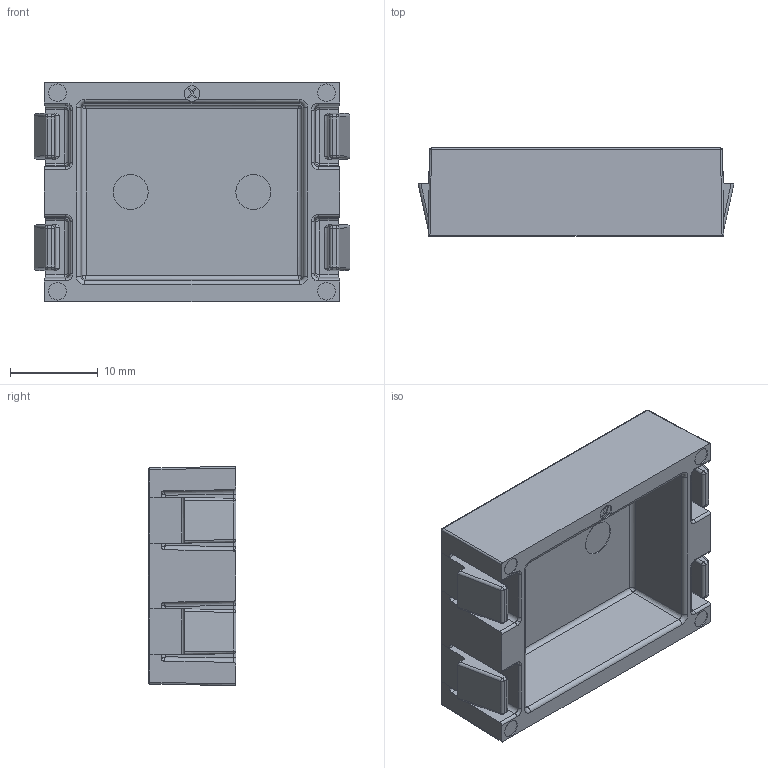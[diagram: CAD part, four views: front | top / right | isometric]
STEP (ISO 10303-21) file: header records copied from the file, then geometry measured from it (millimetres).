
FILE_DESCRIPTION (( 'STEP AP214' ), '1' );
FILE_NAME ('new products062ACS91.25.step', '2017-09-26T11:56:54', ( '' ), ( '' ), 'SwSTEP 2.0', 'SolidWorks 2017', '' );
FILE_SCHEMA (( 'AUTOMOTIVE_DESIGN' ));
Length unit declared in the file: millimetre
Products named in the file (1): new products062ACS91.25
Bounding box: 36 x 10 x 25 mm (x, y, z)
Volume: 3735.4 mm3; surface area: 4124.6 mm2
Topology: 1 solids, 1 shells, 259 faces, 623 edges, 362 vertices
Faces by surface type: cylinder 102, plane 83, bspline 46, sphere 20, cone 4, torus 4
Entity records: 9903 total; most frequent: CARTESIAN_POINT 4443, ORIENTED_EDGE 1222, DIRECTION 1035, EDGE_CURVE 611, VERTEX_POINT 362, AXIS2_PLACEMENT_3D 360, VECTOR 315, LINE 315
